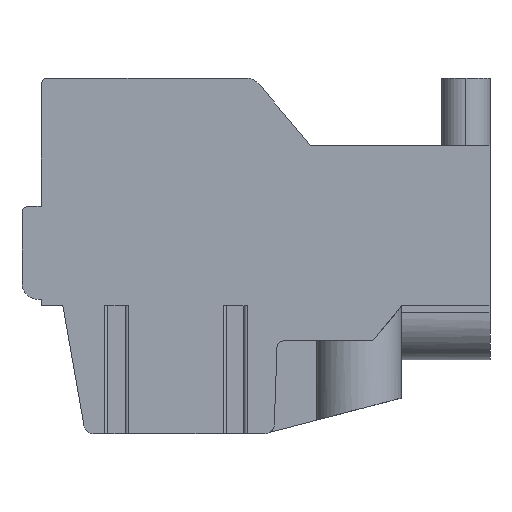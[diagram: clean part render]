
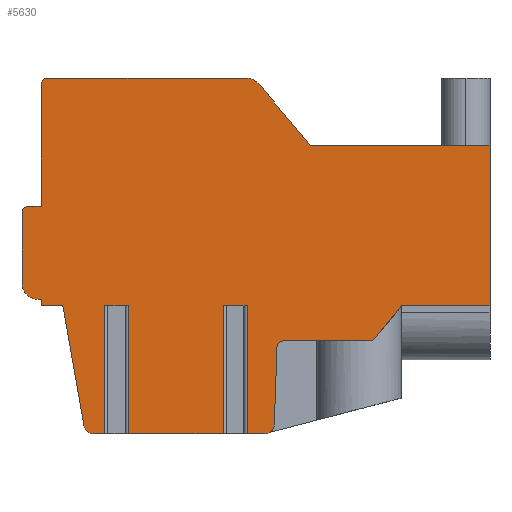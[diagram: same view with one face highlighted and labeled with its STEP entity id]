
A CAD part, front view. The second image highlights one B-rep face of the part: STEP entity #5630.
In plain terms, the highlighted planar face has unit normal (0, -1, 0).
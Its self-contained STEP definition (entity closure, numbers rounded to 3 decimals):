
#1=DIRECTION('',(1.,0.,0.));
#2=VECTOR('',#1,0.746);
#3=CARTESIAN_POINT('',(-12.023,0.,-7.186));
#4=LINE('',#3,#2);
#5=DIRECTION('',(0.,0.,-1.));
#6=VECTOR('',#5,4.);
#7=CARTESIAN_POINT('',(-12.023,0.,-7.186));
#8=LINE('',#7,#6);
#9=DIRECTION('',(-1.,0.,0.));
#10=VECTOR('',#9,0.348);
#11=CARTESIAN_POINT('',(-12.023,0.,-11.186));
#12=LINE('',#11,#10);
#13=CARTESIAN_POINT('',(-12.371,0.,-10.886));
#14=DIRECTION('',(0.,1.,0.));
#15=DIRECTION('',(0.,0.,-1.));
#16=AXIS2_PLACEMENT_3D('',#13,#14,#15);
#18=DIRECTION('',(-0.174,0.,0.985));
#19=VECTOR('',#18,3.81);
#20=CARTESIAN_POINT('',(-12.667,0.,-10.938));
#21=LINE('',#20,#19);
#22=DIRECTION('',(-1.,0.,0.));
#23=VECTOR('',#22,0.672);
#24=CARTESIAN_POINT('',(-13.328,0.,-7.186));
#25=LINE('',#24,#23);
#26=DIRECTION('',(0.,0.,1.));
#27=VECTOR('',#26,0.2);
#28=CARTESIAN_POINT('',(-14.,0.,-7.186));
#29=LINE('',#28,#27);
#30=DIRECTION('',(-1.,0.,0.));
#31=VECTOR('',#30,0.1);
#32=CARTESIAN_POINT('',(-14.,0.,-6.986));
#33=LINE('',#32,#31);
#34=CARTESIAN_POINT('',(-14.1,0.,-6.486));
#35=DIRECTION('',(0.,1.,0.));
#36=DIRECTION('',(0.,0.,-1.));
#37=AXIS2_PLACEMENT_3D('',#34,#35,#36);
#39=DIRECTION('',(0.,0.,1.));
#40=VECTOR('',#39,2.2);
#41=CARTESIAN_POINT('',(-14.6,0.,-6.486));
#42=LINE('',#41,#40);
#43=CARTESIAN_POINT('',(-14.4,0.,-4.286));
#44=DIRECTION('',(0.,1.,0.));
#45=DIRECTION('',(-1.,0.,0.));
#46=AXIS2_PLACEMENT_3D('',#43,#44,#45);
#48=DIRECTION('',(1.,0.,0.));
#49=VECTOR('',#48,0.4);
#50=CARTESIAN_POINT('',(-14.4,0.,-4.086));
#51=LINE('',#50,#49);
#52=DIRECTION('',(0.,0.,1.));
#53=VECTOR('',#52,3.8);
#54=CARTESIAN_POINT('',(-14.,0.,-4.086));
#55=LINE('',#54,#53);
#56=CARTESIAN_POINT('',(-13.8,0.,-0.286));
#57=DIRECTION('',(0.,1.,0.));
#58=DIRECTION('',(-1.,0.,0.));
#59=AXIS2_PLACEMENT_3D('',#56,#57,#58);
#61=DIRECTION('',(1.,0.,0.));
#62=VECTOR('',#61,6.205);
#63=CARTESIAN_POINT('',(-13.8,0.,-0.086));
#64=LINE('',#63,#62);
#65=CARTESIAN_POINT('',(-7.595,0.,-0.586));
#66=DIRECTION('',(0.,1.,0.));
#67=DIRECTION('',(0.,0.,1.));
#68=AXIS2_PLACEMENT_3D('',#65,#66,#67);
#70=DIRECTION('',(0.643,0.,-0.766));
#71=VECTOR('',#70,2.508);
#72=CARTESIAN_POINT('',(-7.212,0.,-0.264));
#73=LINE('',#72,#71);
#74=DIRECTION('',(1.,0.,0.));
#75=VECTOR('',#74,5.6);
#76=CARTESIAN_POINT('',(-5.6,0.,-2.186));
#77=LINE('',#76,#75);
#78=DIRECTION('',(0.,0.,-1.));
#79=VECTOR('',#78,5.);
#80=CARTESIAN_POINT('',(0.,0.,-2.186));
#81=LINE('',#80,#79);
#82=DIRECTION('',(-1.,0.,0.));
#83=VECTOR('',#82,2.75);
#84=CARTESIAN_POINT('',(0.,0.,-7.186));
#85=LINE('',#84,#83);
#86=DIRECTION('',(-0.635,0.,-0.773));
#87=VECTOR('',#86,1.423);
#88=CARTESIAN_POINT('',(-2.75,0.,-7.186));
#89=LINE('',#88,#87);
#90=DIRECTION('',(-1.,0.,0.));
#91=VECTOR('',#90,2.792);
#92=CARTESIAN_POINT('',(-3.653,0.,-8.286));
#93=LINE('',#92,#91);
#94=CARTESIAN_POINT('',(-6.445,0.,-8.486));
#95=DIRECTION('',(0.,-1.,0.));
#96=DIRECTION('',(0.,0.,1.));
#97=AXIS2_PLACEMENT_3D('',#94,#95,#96);
#99=DIRECTION('',(-0.035,0.,-0.999));
#100=VECTOR('',#99,2.419);
#101=CARTESIAN_POINT('',(-6.645,0.,-8.479));
#102=LINE('',#101,#100);
#103=CARTESIAN_POINT('',(-7.029,0.,-10.886));
#104=DIRECTION('',(0.,1.,0.));
#105=DIRECTION('',(0.999,0.,-0.035));
#106=AXIS2_PLACEMENT_3D('',#103,#104,#105);
#108=DIRECTION('',(-1.,0.,0.));
#109=VECTOR('',#108,0.547);
#110=CARTESIAN_POINT('',(-7.029,0.,-11.186));
#111=LINE('',#110,#109);
#112=DIRECTION('',(0.,0.,-1.));
#113=VECTOR('',#112,4.);
#114=CARTESIAN_POINT('',(-7.577,0.,-7.186));
#115=LINE('',#114,#113);
#116=DIRECTION('',(1.,0.,0.));
#117=VECTOR('',#116,0.746);
#118=CARTESIAN_POINT('',(-8.323,0.,-7.186));
#119=LINE('',#118,#117);
#120=DIRECTION('',(0.,0.,-1.));
#121=VECTOR('',#120,4.);
#122=CARTESIAN_POINT('',(-8.323,0.,-7.186));
#123=LINE('',#122,#121);
#124=DIRECTION('',(-1.,0.,0.));
#125=VECTOR('',#124,2.954);
#126=CARTESIAN_POINT('',(-8.323,0.,-11.186));
#127=LINE('',#126,#125);
#128=DIRECTION('',(0.,0.,-1.));
#129=VECTOR('',#128,4.);
#130=CARTESIAN_POINT('',(-11.277,0.,-7.186));
#131=LINE('',#130,#129);
#4333=CARTESIAN_POINT('',(-14.6,0.,-6.486));
#4334=CARTESIAN_POINT('',(-14.6,0.,-4.286));
#4335=VERTEX_POINT('',#4333);
#4336=VERTEX_POINT('',#4334);
#4337=CARTESIAN_POINT('',(-14.4,0.,-4.086));
#4338=VERTEX_POINT('',#4337);
#4339=CARTESIAN_POINT('',(-14.,0.,-4.086));
#4340=VERTEX_POINT('',#4339);
#4341=CARTESIAN_POINT('',(-14.,0.,-0.286));
#4342=VERTEX_POINT('',#4341);
#4343=CARTESIAN_POINT('',(-13.8,0.,-0.086));
#4344=VERTEX_POINT('',#4343);
#4345=CARTESIAN_POINT('',(-7.595,0.,-0.086));
#4346=VERTEX_POINT('',#4345);
#4347=CARTESIAN_POINT('',(-7.212,0.,-0.264));
#4348=VERTEX_POINT('',#4347);
#4349=CARTESIAN_POINT('',(-5.6,0.,-2.186));
#4350=VERTEX_POINT('',#4349);
#4351=CARTESIAN_POINT('',(0.,0.,-2.186));
#4352=VERTEX_POINT('',#4351);
#4353=CARTESIAN_POINT('',(0.,0.,-7.186));
#4354=VERTEX_POINT('',#4353);
#4355=CARTESIAN_POINT('',(-2.75,0.,-7.186));
#4356=VERTEX_POINT('',#4355);
#4357=CARTESIAN_POINT('',(-3.653,0.,-8.286));
#4358=VERTEX_POINT('',#4357);
#4359=CARTESIAN_POINT('',(-6.445,0.,-8.286));
#4360=VERTEX_POINT('',#4359);
#4361=CARTESIAN_POINT('',(-6.645,0.,-8.479));
#4362=VERTEX_POINT('',#4361);
#4363=CARTESIAN_POINT('',(-6.73,0.,-10.896));
#4364=VERTEX_POINT('',#4363);
#4365=CARTESIAN_POINT('',(-7.029,0.,-11.186));
#4366=VERTEX_POINT('',#4365);
#4367=CARTESIAN_POINT('',(-12.371,0.,-11.186));
#4368=CARTESIAN_POINT('',(-12.667,0.,-10.938));
#4369=VERTEX_POINT('',#4367);
#4370=VERTEX_POINT('',#4368);
#4371=CARTESIAN_POINT('',(-13.328,0.,-7.186));
#4372=VERTEX_POINT('',#4371);
#4373=CARTESIAN_POINT('',(-14.,0.,-7.186));
#4374=VERTEX_POINT('',#4373);
#4375=CARTESIAN_POINT('',(-14.,0.,-6.986));
#4376=VERTEX_POINT('',#4375);
#4377=CARTESIAN_POINT('',(-14.1,0.,-6.986));
#4378=VERTEX_POINT('',#4377);
#4829=CARTESIAN_POINT('',(-12.023,0.,-7.186));
#4830=CARTESIAN_POINT('',(-11.277,0.,-7.186));
#4831=VERTEX_POINT('',#4829);
#4832=VERTEX_POINT('',#4830);
#4833=CARTESIAN_POINT('',(-8.323,0.,-7.186));
#4834=CARTESIAN_POINT('',(-7.577,0.,-7.186));
#4835=VERTEX_POINT('',#4833);
#4836=VERTEX_POINT('',#4834);
#4837=CARTESIAN_POINT('',(-11.277,0.,-11.186));
#4838=VERTEX_POINT('',#4837);
#4839=CARTESIAN_POINT('',(-12.023,0.,-11.186));
#4840=VERTEX_POINT('',#4839);
#4841=CARTESIAN_POINT('',(-8.323,0.,-11.186));
#4842=VERTEX_POINT('',#4841);
#4843=CARTESIAN_POINT('',(-7.577,0.,-11.186));
#4844=VERTEX_POINT('',#4843);
#5561=CARTESIAN_POINT('',(0.,0.,0.));
#5562=DIRECTION('',(0.,1.,0.));
#5563=DIRECTION('',(1.,0.,0.));
#5564=AXIS2_PLACEMENT_3D('',#5561,#5562,#5563);
#5565=PLANE('',#5564);
#5567=ORIENTED_EDGE('',*,*,#5566,.F.);
#5569=ORIENTED_EDGE('',*,*,#5568,.T.);
#5571=ORIENTED_EDGE('',*,*,#5570,.T.);
#5573=ORIENTED_EDGE('',*,*,#5572,.T.);
#5575=ORIENTED_EDGE('',*,*,#5574,.T.);
#5577=ORIENTED_EDGE('',*,*,#5576,.T.);
#5579=ORIENTED_EDGE('',*,*,#5578,.T.);
#5581=ORIENTED_EDGE('',*,*,#5580,.T.);
#5583=ORIENTED_EDGE('',*,*,#5582,.T.);
#5585=ORIENTED_EDGE('',*,*,#5584,.T.);
#5587=ORIENTED_EDGE('',*,*,#5586,.T.);
#5589=ORIENTED_EDGE('',*,*,#5588,.T.);
#5591=ORIENTED_EDGE('',*,*,#5590,.T.);
#5593=ORIENTED_EDGE('',*,*,#5592,.T.);
#5595=ORIENTED_EDGE('',*,*,#5594,.T.);
#5597=ORIENTED_EDGE('',*,*,#5596,.T.);
#5599=ORIENTED_EDGE('',*,*,#5598,.T.);
#5601=ORIENTED_EDGE('',*,*,#5600,.T.);
#5603=ORIENTED_EDGE('',*,*,#5602,.T.);
#5605=ORIENTED_EDGE('',*,*,#5604,.T.);
#5607=ORIENTED_EDGE('',*,*,#5606,.T.);
#5609=ORIENTED_EDGE('',*,*,#5608,.T.);
#5611=ORIENTED_EDGE('',*,*,#5610,.T.);
#5613=ORIENTED_EDGE('',*,*,#5612,.T.);
#5615=ORIENTED_EDGE('',*,*,#5614,.T.);
#5617=ORIENTED_EDGE('',*,*,#5616,.T.);
#5619=ORIENTED_EDGE('',*,*,#5618,.F.);
#5621=ORIENTED_EDGE('',*,*,#5620,.F.);
#5623=ORIENTED_EDGE('',*,*,#5622,.T.);
#5625=ORIENTED_EDGE('',*,*,#5624,.T.);
#5627=ORIENTED_EDGE('',*,*,#5626,.F.);
#5628=EDGE_LOOP('',(#5567,#5569,#5571,#5573,#5575,#5577,#5579,#5581,#5583,#5585,
#5587,#5589,#5591,#5593,#5595,#5597,#5599,#5601,#5603,#5605,#5607,#5609,#5611,
#5613,#5615,#5617,#5619,#5621,#5623,#5625,#5627));
#5629=FACE_OUTER_BOUND('',#5628,.F.);
#5630=ADVANCED_FACE('',(#5629),#5565,.F.);
#17=CIRCLE('',#16,0.3);
#38=CIRCLE('',#37,0.5);
#47=CIRCLE('',#46,0.2);
#60=CIRCLE('',#59,0.2);
#69=CIRCLE('',#68,0.5);
#98=CIRCLE('',#97,0.2);
#107=CIRCLE('',#106,0.3);
#5566=EDGE_CURVE('',#4831,#4832,#4,.T.);
#5568=EDGE_CURVE('',#4831,#4840,#8,.T.);
#5570=EDGE_CURVE('',#4840,#4369,#12,.T.);
#5572=EDGE_CURVE('',#4369,#4370,#17,.T.);
#5574=EDGE_CURVE('',#4370,#4372,#21,.T.);
#5576=EDGE_CURVE('',#4372,#4374,#25,.T.);
#5578=EDGE_CURVE('',#4374,#4376,#29,.T.);
#5580=EDGE_CURVE('',#4376,#4378,#33,.T.);
#5582=EDGE_CURVE('',#4378,#4335,#38,.T.);
#5584=EDGE_CURVE('',#4335,#4336,#42,.T.);
#5586=EDGE_CURVE('',#4336,#4338,#47,.T.);
#5588=EDGE_CURVE('',#4338,#4340,#51,.T.);
#5590=EDGE_CURVE('',#4340,#4342,#55,.T.);
#5592=EDGE_CURVE('',#4342,#4344,#60,.T.);
#5594=EDGE_CURVE('',#4344,#4346,#64,.T.);
#5596=EDGE_CURVE('',#4346,#4348,#69,.T.);
#5598=EDGE_CURVE('',#4348,#4350,#73,.T.);
#5600=EDGE_CURVE('',#4350,#4352,#77,.T.);
#5602=EDGE_CURVE('',#4352,#4354,#81,.T.);
#5604=EDGE_CURVE('',#4354,#4356,#85,.T.);
#5606=EDGE_CURVE('',#4356,#4358,#89,.T.);
#5608=EDGE_CURVE('',#4358,#4360,#93,.T.);
#5610=EDGE_CURVE('',#4360,#4362,#98,.T.);
#5612=EDGE_CURVE('',#4362,#4364,#102,.T.);
#5614=EDGE_CURVE('',#4364,#4366,#107,.T.);
#5616=EDGE_CURVE('',#4366,#4844,#111,.T.);
#5618=EDGE_CURVE('',#4836,#4844,#115,.T.);
#5620=EDGE_CURVE('',#4835,#4836,#119,.T.);
#5622=EDGE_CURVE('',#4835,#4842,#123,.T.);
#5624=EDGE_CURVE('',#4842,#4838,#127,.T.);
#5626=EDGE_CURVE('',#4832,#4838,#131,.T.);
